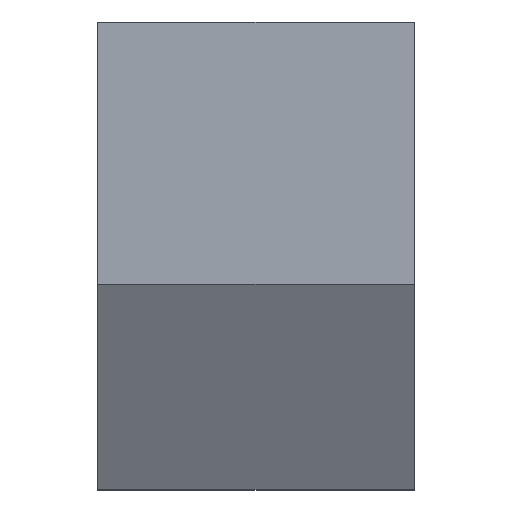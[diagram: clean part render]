
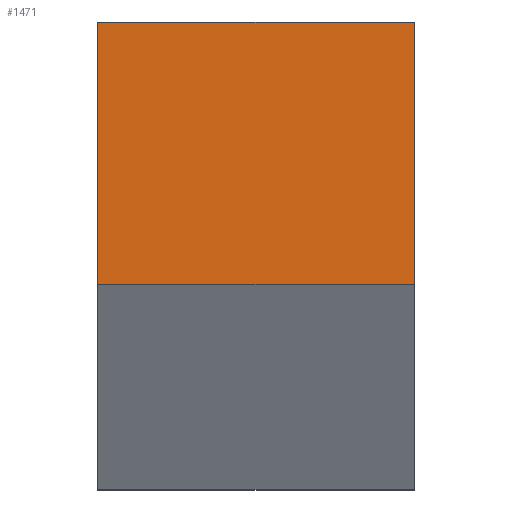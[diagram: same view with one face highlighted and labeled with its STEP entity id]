
A CAD part, top view. The second image highlights one B-rep face of the part: STEP entity #1471.
In plain terms, the highlighted planar face has unit normal (0, 0, 1).
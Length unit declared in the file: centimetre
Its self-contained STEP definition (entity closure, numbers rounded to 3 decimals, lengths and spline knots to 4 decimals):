
#112=PLANE('',#1588);
#193=FACE_OUTER_BOUND('',#293,.T.);
#293=EDGE_LOOP('',(#1342,#1343,#1344,#1345));
#448=LINE('',#2453,#610);
#450=LINE('',#2458,#612);
#456=LINE('',#2469,#618);
#457=LINE('',#2471,#619);
#610=VECTOR('',#1961,1.);
#612=VECTOR('',#1967,1.);
#618=VECTOR('',#1977,1.);
#619=VECTOR('',#1980,1.);
#779=VERTEX_POINT('',#2450);
#780=VERTEX_POINT('',#2452);
#781=VERTEX_POINT('',#2457);
#784=VERTEX_POINT('',#2467);
#971=EDGE_CURVE('',#780,#779,#448,.T.);
#973=EDGE_CURVE('',#781,#779,#450,.T.);
#979=EDGE_CURVE('',#781,#784,#456,.T.);
#980=EDGE_CURVE('',#780,#784,#457,.T.);
#1342=ORIENTED_EDGE('',*,*,#979,.T.);
#1343=ORIENTED_EDGE('',*,*,#980,.F.);
#1344=ORIENTED_EDGE('',*,*,#971,.T.);
#1345=ORIENTED_EDGE('',*,*,#973,.F.);
#1471=ADVANCED_FACE('',(#193),#112,.T.);
#1588=AXIS2_PLACEMENT_3D('',#2470,#1978,#1979);
#1961=DIRECTION('',(1.,0.,0.));
#1967=DIRECTION('',(0.,-1.,0.));
#1977=DIRECTION('',(-1.,0.,0.));
#1978=DIRECTION('center_axis',(0.,0.,1.));
#1979=DIRECTION('ref_axis',(0.,1.,0.));
#1980=DIRECTION('',(0.,1.,0.));
#2450=CARTESIAN_POINT('',(0.58,0.72,1.23));
#2452=CARTESIAN_POINT('',(-0.58,0.72,1.23));
#2453=CARTESIAN_POINT('',(0.,0.72,1.23));
#2457=CARTESIAN_POINT('',(0.58,1.68,1.23));
#2458=CARTESIAN_POINT('',(0.58,1.68,1.23));
#2467=CARTESIAN_POINT('',(-0.58,1.68,1.23));
#2469=CARTESIAN_POINT('',(0.,1.68,1.23));
#2470=CARTESIAN_POINT('Origin',(0.,0.72,1.23));
#2471=CARTESIAN_POINT('',(-0.58,1.68,1.23));
